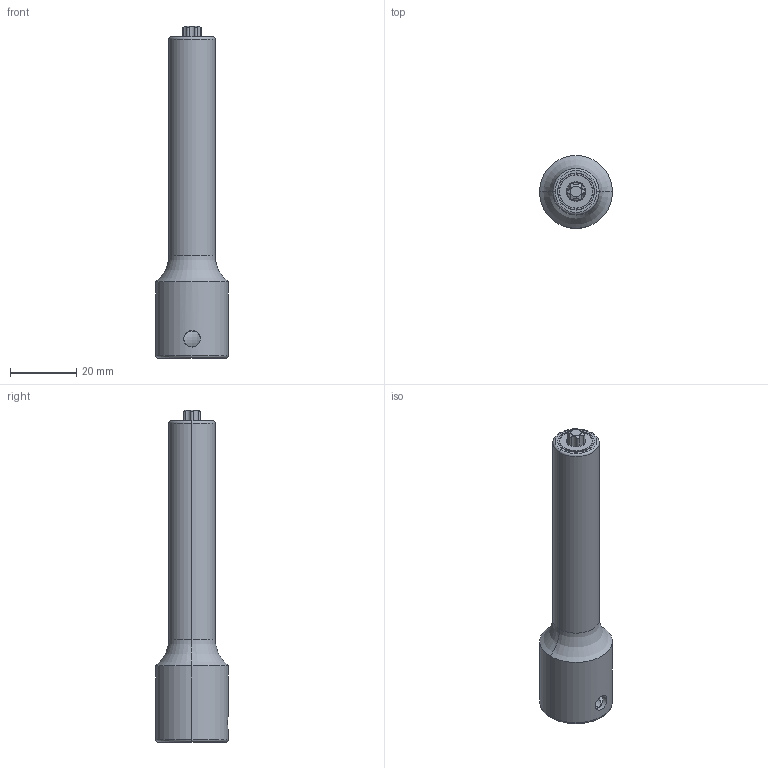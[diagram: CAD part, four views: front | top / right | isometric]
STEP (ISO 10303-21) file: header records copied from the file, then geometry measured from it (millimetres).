
FILE_DESCRIPTION((''),'2;1');
FILE_NAME('4027122731_ASM','2023-08-22T11:03:40',('A00565553'),(''),'CREO PARAMETRIC BY PTC INC, 2022414','CREO PARAMETRIC BY PTC INC, 2022414','');
FILE_SCHEMA(('CONFIG_CONTROL_DESIGN','GEOMETRIC_VALIDATION_PROPERTIES_MIM'));
Length unit declared in the file: millimetre
Products named in the file (6): 4027904046; 4027901681; 4027907728; 4027904020_ASM; 4027037333; 4027122731_ASM
Assembly tree (5 placements, depth 3):
  4027122731_ASM
    4027904046
    4027904020_ASM
      4027901681
      4027907728
    4027037333
Bounding box: 22 x 22 x 100.3 mm (x, y, z)
Volume: 16876.2 mm3; surface area: 13397.7 mm2
Topology: 4 solids, 4 shells, 129 faces, 304 edges, 184 vertices
Faces by surface type: cylinder 52, torus 29, cone 28, plane 20
Entity records: 5638 total; most frequent: CARTESIAN_POINT 1504, DIRECTION 656, ORIENTED_EDGE 608, EDGE_CURVE 304, AXIS2_PLACEMENT_3D 284, PRESENTATION_STYLE_ASSIGNMENT 268, STYLED_ITEM 268, CURVE_STYLE 266
